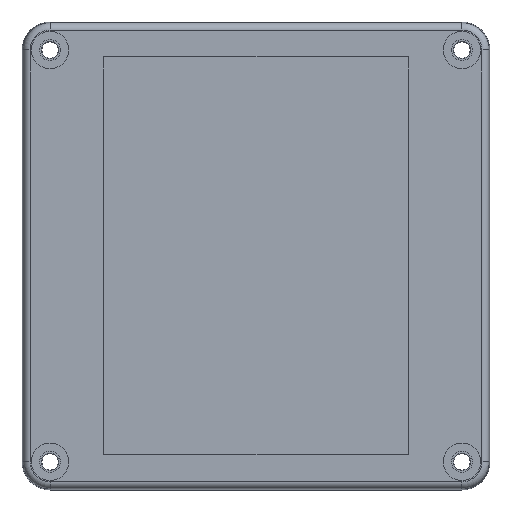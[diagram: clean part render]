
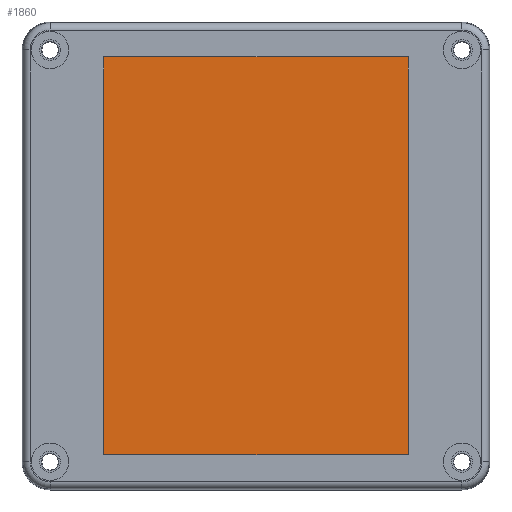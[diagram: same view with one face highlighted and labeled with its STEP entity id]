
A CAD part, top view. The second image highlights one B-rep face of the part: STEP entity #1860.
In plain terms, the highlighted planar face has unit normal (0, 0, 1).
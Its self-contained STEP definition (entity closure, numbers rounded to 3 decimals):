
#1842 = ORIENTED_EDGE ( 'NONE', *, *, #1843, .T. ) ;
#1843 = EDGE_CURVE ( 'NONE', #1868, #1844, #8779, .T. ) ;
#1844 = VERTEX_POINT ( 'NONE', #8775 ) ;
#1845 = ORIENTED_EDGE ( 'NONE', *, *, #1846, .T. ) ;
#1846 = EDGE_CURVE ( 'NONE', #1844, #1864, #8774, .T. ) ;
#1860 = ADVANCED_FACE ( 'NONE', ( #8817 ), #8816, .T. ) ;
#1861 = EDGE_LOOP ( 'NONE', ( #1862, #1866, #1842, #1845 ) ) ;
#1862 = ORIENTED_EDGE ( 'NONE', *, *, #1863, .T. ) ;
#1863 = EDGE_CURVE ( 'NONE', #1864, #1865, #8811, .T. ) ;
#1864 = VERTEX_POINT ( 'NONE', #8807 ) ;
#1865 = VERTEX_POINT ( 'NONE', #8806 ) ;
#1866 = ORIENTED_EDGE ( 'NONE', *, *, #1867, .T. ) ;
#1867 = EDGE_CURVE ( 'NONE', #1865, #1868, #8805, .T. ) ;
#1868 = VERTEX_POINT ( 'NONE', #8801 ) ;
#8771 = DIRECTION ( 'NONE',  ( 0., 1., 0. ) ) ;
#8772 = VECTOR ( 'NONE', #8771, 1000. ) ;
#8773 = CARTESIAN_POINT ( 'NONE',  ( 2582.526, -1129.351, 62.763 ) ) ;
#8774 = LINE ( 'NONE', #8773, #8772 ) ;
#8775 = CARTESIAN_POINT ( 'NONE',  ( 2582.526, -1129.351, 62.763 ) ) ;
#8776 = DIRECTION ( 'NONE',  ( 1., 0., 0. ) ) ;
#8777 = VECTOR ( 'NONE', #8776, 1000. ) ;
#8778 = CARTESIAN_POINT ( 'NONE',  ( 2550.026, -1129.351, 62.763 ) ) ;
#8779 = LINE ( 'NONE', #8778, #8777 ) ;
#8801 = CARTESIAN_POINT ( 'NONE',  ( 2517.526, -1129.351, 62.763 ) ) ;
#8802 = DIRECTION ( 'NONE',  ( 0., -1., 0. ) ) ;
#8803 = VECTOR ( 'NONE', #8802, 1000. ) ;
#8804 = CARTESIAN_POINT ( 'NONE',  ( 2517.526, -1044.351, 62.763 ) ) ;
#8805 = LINE ( 'NONE', #8804, #8803 ) ;
#8806 = CARTESIAN_POINT ( 'NONE',  ( 2517.526, -1044.351, 62.763 ) ) ;
#8807 = CARTESIAN_POINT ( 'NONE',  ( 2582.526, -1044.351, 62.763 ) ) ;
#8808 = DIRECTION ( 'NONE',  ( -1., 0., 0. ) ) ;
#8809 = VECTOR ( 'NONE', #8808, 1000. ) ;
#8810 = CARTESIAN_POINT ( 'NONE',  ( 2550.026, -1044.351, 62.763 ) ) ;
#8811 = LINE ( 'NONE', #8810, #8809 ) ;
#8812 = DIRECTION ( 'NONE',  ( 0., -1., 0. ) ) ;
#8813 = DIRECTION ( 'NONE',  ( 0., 0., 1. ) ) ;
#8814 = CARTESIAN_POINT ( 'NONE',  ( 2550.026, -1086.851, 62.763 ) ) ;
#8815 = AXIS2_PLACEMENT_3D ( 'NONE', #8814, #8813, #8812 ) ;
#8816 = PLANE ( 'NONE',  #8815 ) ;
#8817 = FACE_OUTER_BOUND ( 'NONE', #1861, .T. ) ;
